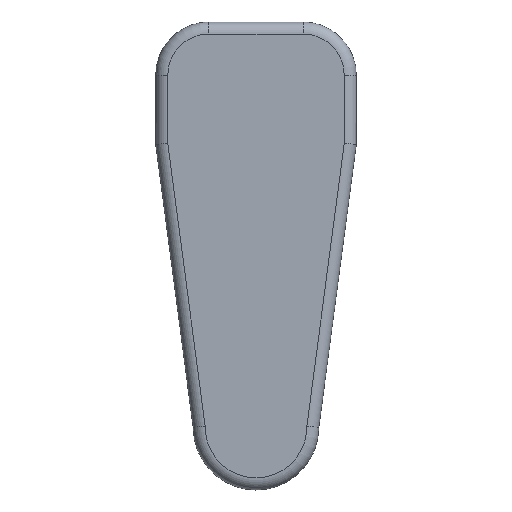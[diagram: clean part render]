
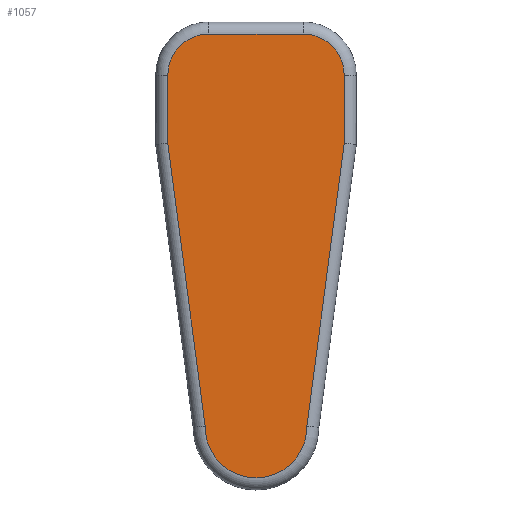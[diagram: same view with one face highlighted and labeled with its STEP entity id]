
A CAD part, top view. The second image highlights one B-rep face of the part: STEP entity #1057.
In plain terms, the highlighted planar face has unit normal (0, 0, 1).
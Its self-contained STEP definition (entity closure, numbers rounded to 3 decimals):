
#702=CARTESIAN_POINT('',(13.2,17.486,3.0));
#703=VERTEX_POINT('',#702);
#711=CARTESIAN_POINT('',(13.2,7.28,3.0));
#712=VERTEX_POINT('',#711);
#713=CARTESIAN_POINT('',(13.2,17.486,3.0));
#714=DIRECTION('',(0.,-1.0,0.0));
#715=VECTOR('',#714,10.207);
#716=LINE('',#713,#715);
#717=EDGE_CURVE('',#703,#712,#716,.T.);
#734=CARTESIAN_POINT('',(7.601,-35.043,3.0));
#735=VERTEX_POINT('',#734);
#736=CARTESIAN_POINT('',(13.2,7.28,3.0));
#737=DIRECTION('',(-0.131,-0.991,0.0));
#738=VECTOR('',#737,42.691);
#739=LINE('',#736,#738);
#740=EDGE_CURVE('',#712,#735,#739,.T.);
#776=CARTESIAN_POINT('',(-7.601,-35.043,3.0));
#777=VERTEX_POINT('',#776);
#778=CARTESIAN_POINT('',(0.,-35.155,3.0));
#779=DIRECTION('',(0.0,0.0,-1.0));
#780=DIRECTION('',(0.,-1.0,0.0));
#781=AXIS2_PLACEMENT_3D('',#778,#779,#780);
#782=CIRCLE('',#781,7.602);
#783=EDGE_CURVE('',#735,#777,#782,.T.);
#829=CARTESIAN_POINT('',(-13.2,7.28,3.0));
#830=VERTEX_POINT('',#829);
#831=CARTESIAN_POINT('',(-7.601,-35.043,3.0));
#832=DIRECTION('',(-0.131,0.991,0.0));
#833=VECTOR('',#832,42.691);
#834=LINE('',#831,#833);
#835=EDGE_CURVE('',#777,#830,#834,.T.);
#854=CARTESIAN_POINT('',(7.043,23.643,3.0));
#855=VERTEX_POINT('',#854);
#863=CARTESIAN_POINT('',(7.043,17.486,3.0));
#864=DIRECTION('',(0.0,0.0,-1.0));
#865=DIRECTION('',(0.707,0.707,0.0));
#866=AXIS2_PLACEMENT_3D('',#863,#864,#865);
#867=CIRCLE('',#866,6.157);
#868=EDGE_CURVE('',#855,#703,#867,.T.);
#888=CARTESIAN_POINT('',(-7.043,23.643,3.0));
#889=VERTEX_POINT('',#888);
#897=CARTESIAN_POINT('',(-7.043,23.643,3.0));
#898=DIRECTION('',(1.0,0.0,0.0));
#899=VECTOR('',#898,14.087);
#900=LINE('',#897,#899);
#901=EDGE_CURVE('',#889,#855,#900,.T.);
#920=CARTESIAN_POINT('',(-13.2,17.486,3.0));
#921=VERTEX_POINT('',#920);
#929=CARTESIAN_POINT('',(-7.043,17.486,3.0));
#930=DIRECTION('',(0.0,0.0,-1.0));
#931=DIRECTION('',(-0.707,0.707,0.0));
#932=AXIS2_PLACEMENT_3D('',#929,#930,#931);
#933=CIRCLE('',#932,6.157);
#934=EDGE_CURVE('',#921,#889,#933,.T.);
#952=CARTESIAN_POINT('',(-13.2,7.28,3.0));
#953=DIRECTION('',(0.,1.0,0.0));
#954=VECTOR('',#953,10.207);
#955=LINE('',#952,#954);
#956=EDGE_CURVE('',#830,#921,#955,.T.);
#1042=CARTESIAN_POINT('',(0.,-6.649,3.0));
#1043=DIRECTION('',(0.0,0.0,1.0));
#1044=DIRECTION('',(1.0,0.0,0.0));
#1045=AXIS2_PLACEMENT_3D('',#1042,#1043,#1044);
#1046=PLANE('',#1045);
#1047=ORIENTED_EDGE('',*,*,#717,.F.);
#1048=ORIENTED_EDGE('',*,*,#868,.F.);
#1049=ORIENTED_EDGE('',*,*,#901,.F.);
#1050=ORIENTED_EDGE('',*,*,#934,.F.);
#1051=ORIENTED_EDGE('',*,*,#956,.F.);
#1052=ORIENTED_EDGE('',*,*,#835,.F.);
#1053=ORIENTED_EDGE('',*,*,#783,.F.);
#1054=ORIENTED_EDGE('',*,*,#740,.F.);
#1055=EDGE_LOOP('',(#1047,#1048,#1049,#1050,#1051,#1052,#1053,#1054));
#1056=FACE_OUTER_BOUND('',#1055,.T.);
#1057=ADVANCED_FACE('',(#1056),#1046,.T.);
